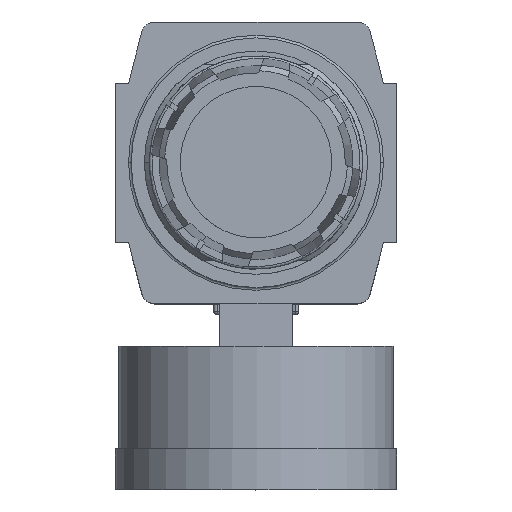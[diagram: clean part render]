
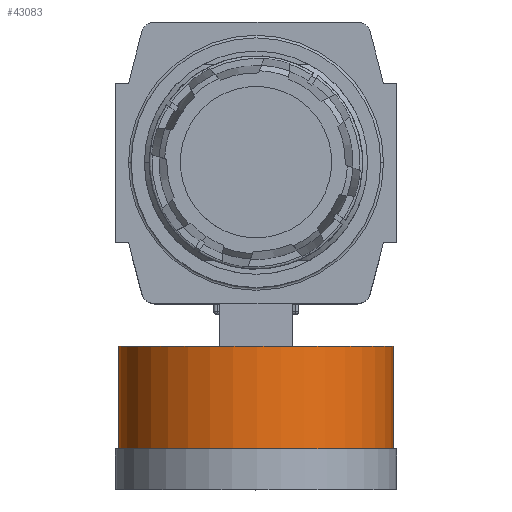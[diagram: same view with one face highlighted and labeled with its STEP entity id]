
A CAD part, top view. The second image highlights one B-rep face of the part: STEP entity #43083.
In plain terms, the highlighted cylindrical face has radius 25.8 mm (diameter 51.6 mm), a partial arc.
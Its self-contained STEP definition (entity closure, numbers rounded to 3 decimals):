
#181 = VERTEX_POINT ( 'NONE', #36551 ) ;
#831 = VERTEX_POINT ( 'NONE', #56522 ) ;
#5125 = CYLINDRICAL_SURFACE ( 'NONE', #53770, 25.8 ) ;
#5271 = CARTESIAN_POINT ( 'NONE',  ( 0., 0., -27. ) ) ;
#5528 = DIRECTION ( 'NONE',  ( 1., 0., 0. ) ) ;
#7544 = CIRCLE ( 'NONE', #31598, 25.8 ) ;
#9226 = EDGE_CURVE ( 'NONE', #65801, #831, #53825, .T. ) ;
#13288 = LINE ( 'NONE', #19272, #26765 ) ;
#15869 = CARTESIAN_POINT ( 'NONE',  ( 0., 0., -7.7 ) ) ;
#17214 = CARTESIAN_POINT ( 'NONE',  ( 25.8, 0., -27. ) ) ;
#17920 = EDGE_CURVE ( 'NONE', #181, #50584, #7544, .T. ) ;
#18260 = ORIENTED_EDGE ( 'NONE', *, *, #58451, .F. ) ;
#18869 = EDGE_LOOP ( 'NONE', ( #18260, #24601, #38218, #56975 ) ) ;
#19272 = CARTESIAN_POINT ( 'NONE',  ( -25.8, 0., -27. ) ) ;
#21626 = DIRECTION ( 'NONE',  ( 1., 0., 0. ) ) ;
#23265 = CARTESIAN_POINT ( 'NONE',  ( -25.8, 0., -7.7 ) ) ;
#24601 = ORIENTED_EDGE ( 'NONE', *, *, #17920, .T. ) ;
#25790 = FACE_OUTER_BOUND ( 'NONE', #18869, .T. ) ;
#26765 = VECTOR ( 'NONE', #53703, 1000. ) ;
#30086 = DIRECTION ( 'NONE',  ( 0., 0., 1. ) ) ;
#31598 = AXIS2_PLACEMENT_3D ( 'NONE', #64541, #30086, #70282 ) ;
#36551 = CARTESIAN_POINT ( 'NONE',  ( -25.8, 0., -27. ) ) ;
#38218 = ORIENTED_EDGE ( 'NONE', *, *, #70303, .T. ) ;
#38827 = CARTESIAN_POINT ( 'NONE',  ( 25.8, 0., -27. ) ) ;
#42692 = VECTOR ( 'NONE', #50440, 1000. ) ;
#43083 = ADVANCED_FACE ( 'NONE', ( #25790 ), #5125, .T. ) ;
#45481 = DIRECTION ( 'NONE',  ( 0., 0., 1. ) ) ;
#50440 = DIRECTION ( 'NONE',  ( 0., 0., 1. ) ) ;
#50584 = VERTEX_POINT ( 'NONE', #17214 ) ;
#53703 = DIRECTION ( 'NONE',  ( 0., 0., 1. ) ) ;
#53770 = AXIS2_PLACEMENT_3D ( 'NONE', #5271, #45481, #5528 ) ;
#53825 = CIRCLE ( 'NONE', #67285, 25.8 ) ;
#56070 = DIRECTION ( 'NONE',  ( 0., 0., 1. ) ) ;
#56522 = CARTESIAN_POINT ( 'NONE',  ( 25.8, 0., -7.7 ) ) ;
#56975 = ORIENTED_EDGE ( 'NONE', *, *, #9226, .F. ) ;
#58451 = EDGE_CURVE ( 'NONE', #181, #65801, #13288, .T. ) ;
#64541 = CARTESIAN_POINT ( 'NONE',  ( 0., 0., -27. ) ) ;
#65252 = LINE ( 'NONE', #38827, #42692 ) ;
#65801 = VERTEX_POINT ( 'NONE', #23265 ) ;
#67285 = AXIS2_PLACEMENT_3D ( 'NONE', #15869, #56070, #21626 ) ;
#70282 = DIRECTION ( 'NONE',  ( 1., 0., 0. ) ) ;
#70303 = EDGE_CURVE ( 'NONE', #50584, #831, #65252, .T. ) ;
